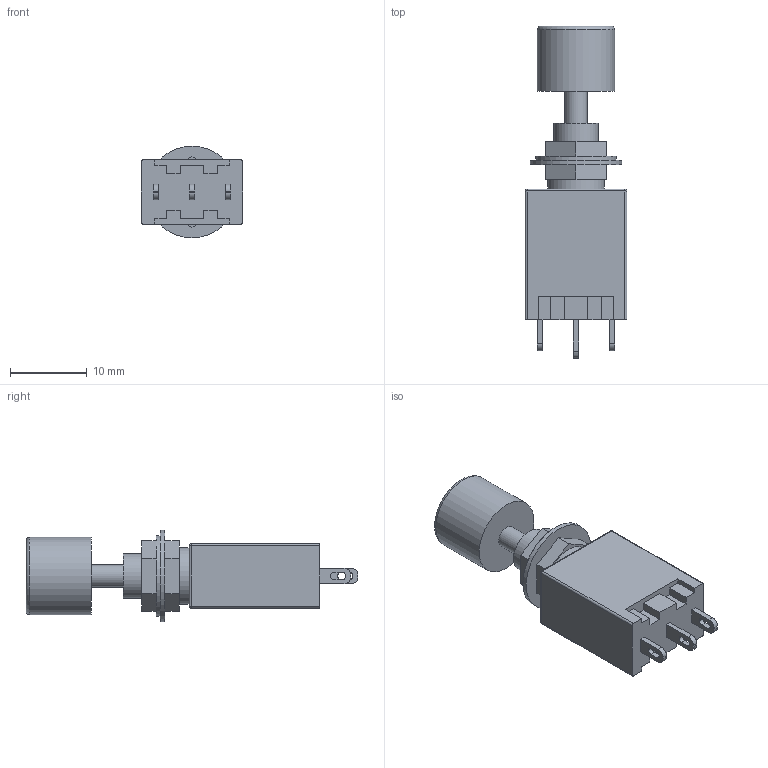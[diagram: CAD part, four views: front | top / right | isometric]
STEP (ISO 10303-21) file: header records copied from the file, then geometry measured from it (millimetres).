
FILE_DESCRIPTION(/* description */ (''),/* implementation_level */ '2;1');
FILE_NAME(/* name */ 'GPB001 Model.stp',/* time_stamp */ '2023-02-17T11:49:05-05:00',/* author */ ('dwiltbank'),/* organization */ (''),/* preprocessor_version */ 'ST-DEVELOPER v18.1',/* originating_system */ 'Autodesk Inventor 2022',/* authorisation */ '');
FILE_SCHEMA (('AUTOMOTIVE_DESIGN { 1 0 10303 214 3 1 1 }'));
Length unit declared in the file: inch
Products named in the file (1): GPB001_Simplify_1
Bounding box: 13.26 x 43.28 x 11.94 mm (x, y, z)
Volume: 2985.9 mm3; surface area: 1851.4 mm2
Topology: 1 solids, 1 shells, 114 faces, 291 edges, 190 vertices
Faces by surface type: plane 77, cylinder 32, sphere 4, torus 1
Full cylindrical faces by diameter (mm): 2.896 x1, 5.817 x1, 7.417 x1, 10.109 x1, 10.541 x1, 11.938 x1
Entity records: 3615 total; most frequent: CARTESIAN_POINT 596, DIRECTION 588, ORIENTED_EDGE 582, EDGE_CURVE 291, LINE 224, VECTOR 224, VERTEX_POINT 190, AXIS2_PLACEMENT_3D 182
